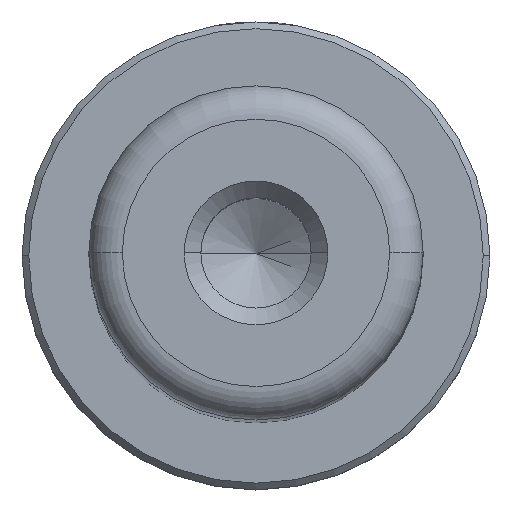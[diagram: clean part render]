
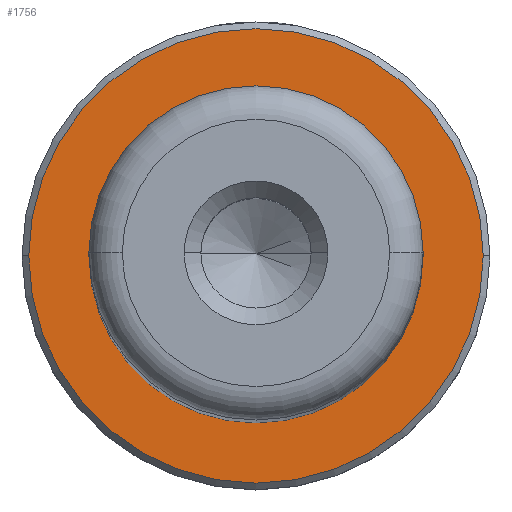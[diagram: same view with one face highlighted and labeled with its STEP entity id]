
A CAD part, top view. The second image highlights one B-rep face of the part: STEP entity #1756.
In plain terms, the highlighted planar face has unit normal (0, 0, 1).
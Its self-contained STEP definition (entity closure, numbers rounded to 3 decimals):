
#72 = AXIS2_PLACEMENT_3D ( 'NONE', #782, #730, #721 ) ;
#129 = ORIENTED_EDGE ( 'NONE', *, *, #900, .T. ) ;
#238 = AXIS2_PLACEMENT_3D ( 'NONE', #2005, #1997, #1990 ) ;
#279 = CARTESIAN_POINT ( 'NONE',  ( 0., 0., 13. ) ) ;
#359 = PLANE ( 'NONE',  #858 ) ;
#369 = VERTEX_POINT ( 'NONE', #1349 ) ;
#466 = DIRECTION ( 'NONE',  ( 1., 0., 0. ) ) ;
#500 = CIRCLE ( 'NONE', #2029, 6.8 ) ;
#544 = EDGE_LOOP ( 'NONE', ( #1041, #129 ) ) ;
#545 = DIRECTION ( 'NONE',  ( 1., 0., 0. ) ) ;
#603 = DIRECTION ( 'NONE',  ( 0., 0., -1. ) ) ;
#721 = DIRECTION ( 'NONE',  ( -1., 0., 0. ) ) ;
#730 = DIRECTION ( 'NONE',  ( 0., 0., -1. ) ) ;
#732 = EDGE_CURVE ( 'NONE', #1598, #1741, #1127, .T. ) ;
#782 = CARTESIAN_POINT ( 'NONE',  ( 0., 0., 13. ) ) ;
#839 = CARTESIAN_POINT ( 'NONE',  ( -4.5, 0., 13. ) ) ;
#858 = AXIS2_PLACEMENT_3D ( 'NONE', #1892, #1472, #545 ) ;
#865 = FACE_OUTER_BOUND ( 'NONE', #1137, .T. ) ;
#900 = EDGE_CURVE ( 'NONE', #369, #1381, #1591, .T. ) ;
#1019 = AXIS2_PLACEMENT_3D ( 'NONE', #1531, #603, #1682 ) ;
#1041 = ORIENTED_EDGE ( 'NONE', *, *, #1925, .T. ) ;
#1127 = CIRCLE ( 'NONE', #238, 6.8 ) ;
#1137 = EDGE_LOOP ( 'NONE', ( #2017, #1192 ) ) ;
#1192 = ORIENTED_EDGE ( 'NONE', *, *, #732, .T. ) ;
#1292 = CARTESIAN_POINT ( 'NONE',  ( -6.8, 0., 13. ) ) ;
#1349 = CARTESIAN_POINT ( 'NONE',  ( 4.5, 0., 13. ) ) ;
#1381 = VERTEX_POINT ( 'NONE', #839 ) ;
#1404 = DIRECTION ( 'NONE',  ( 0., 0., 1. ) ) ;
#1472 = DIRECTION ( 'NONE',  ( 0., 0., 1. ) ) ;
#1531 = CARTESIAN_POINT ( 'NONE',  ( 0., 0., 13. ) ) ;
#1591 = CIRCLE ( 'NONE', #72, 4.5 ) ;
#1598 = VERTEX_POINT ( 'NONE', #1819 ) ;
#1682 = DIRECTION ( 'NONE',  ( -1., 0., 0. ) ) ;
#1741 = VERTEX_POINT ( 'NONE', #1292 ) ;
#1756 = ADVANCED_FACE ( 'NONE', ( #865, #2016 ), #359, .T. ) ;
#1819 = CARTESIAN_POINT ( 'NONE',  ( 6.8, 0., 13. ) ) ;
#1892 = CARTESIAN_POINT ( 'NONE',  ( 0., 0., 13. ) ) ;
#1925 = EDGE_CURVE ( 'NONE', #1381, #369, #1944, .T. ) ;
#1944 = CIRCLE ( 'NONE', #1019, 4.5 ) ;
#1990 = DIRECTION ( 'NONE',  ( 1., 0., 0. ) ) ;
#1997 = DIRECTION ( 'NONE',  ( 0., 0., 1. ) ) ;
#2005 = CARTESIAN_POINT ( 'NONE',  ( 0., 0., 13. ) ) ;
#2016 = FACE_BOUND ( 'NONE', #544, .T. ) ;
#2017 = ORIENTED_EDGE ( 'NONE', *, *, #2043, .T. ) ;
#2029 = AXIS2_PLACEMENT_3D ( 'NONE', #279, #1404, #466 ) ;
#2043 = EDGE_CURVE ( 'NONE', #1741, #1598, #500, .T. ) ;
